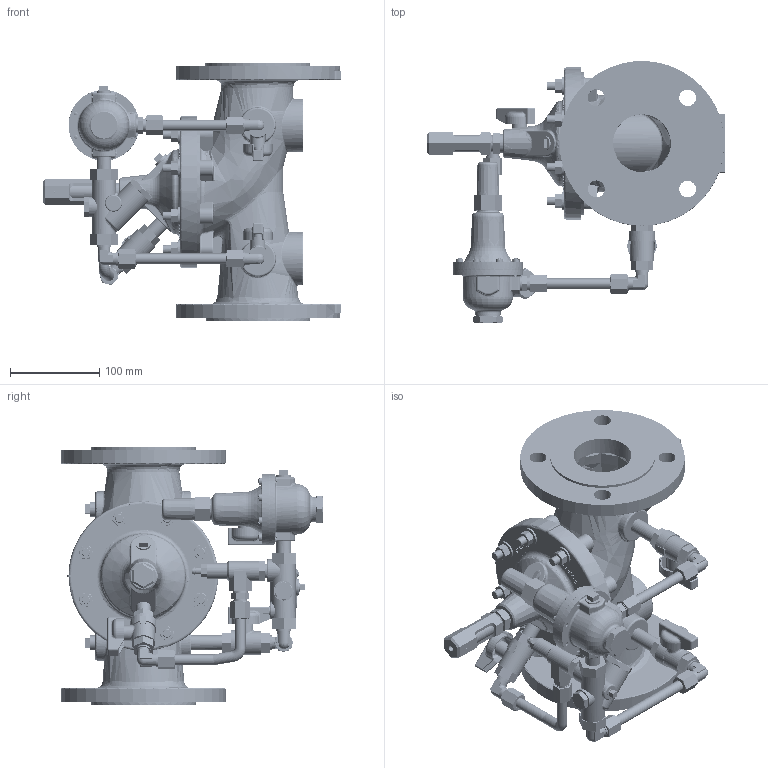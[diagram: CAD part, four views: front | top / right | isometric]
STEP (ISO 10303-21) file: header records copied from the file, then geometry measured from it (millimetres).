
FILE_DESCRIPTION(('CATIA V5 STEP Exchange','CAx-IF Rec.Pracs.--- Model Styling and Organization---1.5--- 2016-08-15','CAx-IF Rec.Pracs.---Supplemental Geometry---1.0---2011-11-01','CAx-IF Rec.Pracs.--- Composite Materials ---3.4---2017-06-13','CAx-IF Rec.Pracs.---Tessellated 3D Geometry---1.0---2015-12-17'),'2;1');
FILE_NAME('STEP_578062_-_TST.stp','2023-03-22T09:17:51+00:00',('none'),('none'),'CATIA Version 5-6 Release 2020 SP5','CATIA V5 STEP AP242 v2','none');
FILE_SCHEMA(('AP242_MANAGED_MODEL_BASED_3D_ENGINEERING_MIM_LF {1 0 10303 442 1 1 4}'));
Products named in the file (1): 578062 - TST
Bounding box: 334.15 x 294.37 x 290 mm (x, y, z)
Volume: 2379623.2 mm3; surface area: 665612 mm2
Topology: 7 solids, 45 shells, 4112 faces, 10462 edges, 6578 vertices
Faces by surface type: plane 1406, cylinder 1205, cone 801, bspline 365, torus 259, sphere 76
Entity records: 170743 total; most frequent: CARTESIAN_POINT 91737, ORIENTED_EDGE 20752, EDGE_CURVE 10376, B_SPLINE_CURVE_WITH_KNOTS 9210, DIRECTION 7494, VERTEX_POINT 6578, EDGE_LOOP 4570, ADVANCED_FACE 4112
